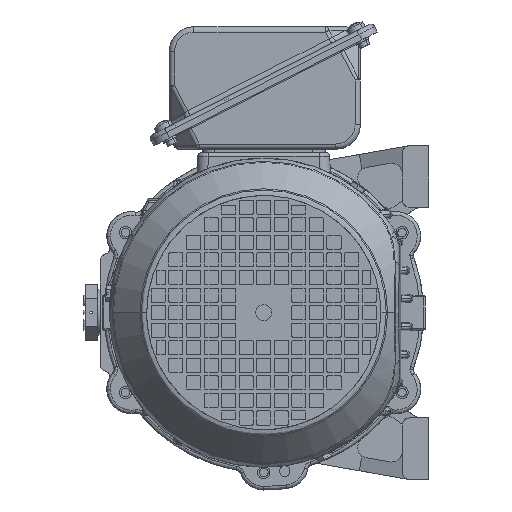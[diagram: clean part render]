
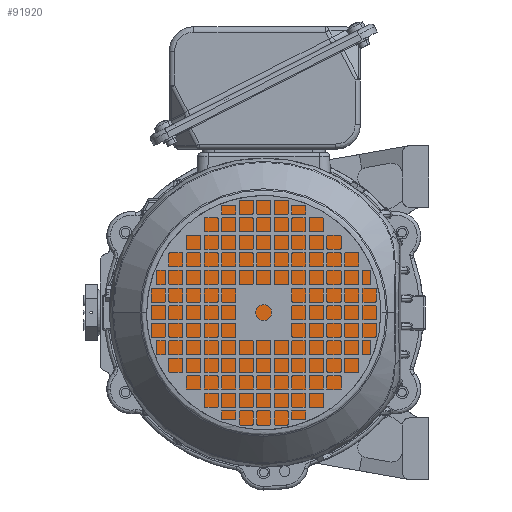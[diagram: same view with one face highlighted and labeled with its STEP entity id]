
A CAD part, left-side view. The second image highlights one B-rep face of the part: STEP entity #91920.
In plain terms, the highlighted planar face has unit normal (-1, 0, 0).
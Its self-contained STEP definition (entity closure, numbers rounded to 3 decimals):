
#10898 = DIRECTION ( 'NONE',  ( -1., 0., 0. ) ) ;
#11811 = CARTESIAN_POINT ( 'NONE',  ( -181., 70.25, 0. ) ) ;
#17046 = EDGE_CURVE ( 'NONE', #52982, #31136, #149951, .T. ) ;
#29424 = CARTESIAN_POINT ( 'NONE',  ( -181., -72., 0. ) ) ;
#31136 = VERTEX_POINT ( 'NONE', #86164 ) ;
#52982 = VERTEX_POINT ( 'NONE', #29424 ) ;
#53195 = AXIS2_PLACEMENT_3D ( 'NONE', #151213, #162383, #135338 ) ;
#53743 = CARTESIAN_POINT ( 'NONE',  ( -181., 0., 0. ) ) ;
#63981 = EDGE_CURVE ( 'NONE', #31136, #52982, #133520, .T. ) ;
#69646 = AXIS2_PLACEMENT_3D ( 'NONE', #53743, #110641, #111548 ) ;
#86164 = CARTESIAN_POINT ( 'NONE',  ( -181., 72., 0. ) ) ;
#91920 = ADVANCED_FACE ( 'NONE', ( #156269 ), #170208, .T. ) ;
#99814 = ORIENTED_EDGE ( 'NONE', *, *, #17046, .T. ) ;
#110641 = DIRECTION ( 'NONE',  ( -1., 0., 0. ) ) ;
#111548 = DIRECTION ( 'NONE',  ( 0., -1., 0. ) ) ;
#133520 = CIRCLE ( 'NONE', #53195, 72. ) ;
#135338 = DIRECTION ( 'NONE',  ( 0., -1., 0. ) ) ;
#149951 = CIRCLE ( 'NONE', #69646, 72. ) ;
#150448 = AXIS2_PLACEMENT_3D ( 'NONE', #11811, #10898, #181346 ) ;
#151213 = CARTESIAN_POINT ( 'NONE',  ( -181., 0., 0. ) ) ;
#156269 = FACE_OUTER_BOUND ( 'NONE', #157455, .T. ) ;
#157455 = EDGE_LOOP ( 'NONE', ( #99814, #180886 ) ) ;
#162383 = DIRECTION ( 'NONE',  ( -1., 0., 0. ) ) ;
#170208 = PLANE ( 'NONE',  #150448 ) ;
#180886 = ORIENTED_EDGE ( 'NONE', *, *, #63981, .T. ) ;
#181346 = DIRECTION ( 'NONE',  ( 0., 1., 0. ) ) ;
